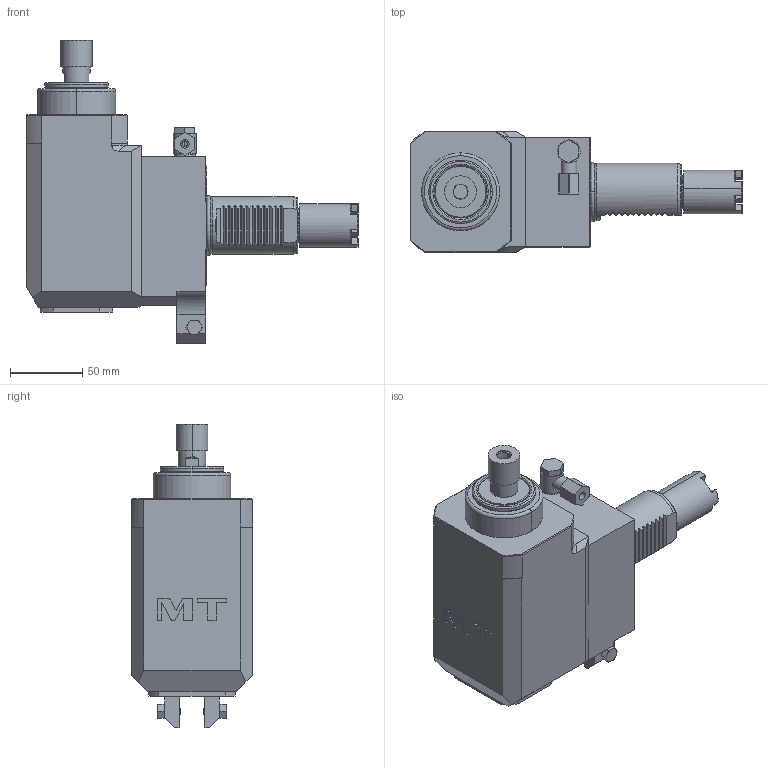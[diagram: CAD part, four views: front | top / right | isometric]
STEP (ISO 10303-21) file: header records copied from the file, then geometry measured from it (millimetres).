
FILE_DESCRIPTION((''),'2;1');
FILE_NAME('HAS0330016_CONF','2024-12-18T17:54:42',('fpalella'),('M.T. srl'),'CREO PARAMETRIC BY PTC INC, 2023352','CREO PARAMETRIC BY PTC INC, 2023352','');
FILE_SCHEMA(('CONFIG_CONTROL_DESIGN'));
Length unit declared in the file: millimetre
Products named in the file (1): HAS0330016_CONF
Bounding box: 229.85 x 84 x 210.25 mm (x, y, z)
Volume: 1374449.6 mm3; surface area: 96307.2 mm2
Topology: 1 solids, 1 shells, 401 faces, 1017 edges, 648 vertices
Faces by surface type: plane 220, cylinder 104, cone 56, torus 19, extrusion 2
Entity records: 13617 total; most frequent: CARTESIAN_POINT 4098, ORIENTED_EDGE 2034, DIRECTION 1893, EDGE_CURVE 1017, AXIS2_PLACEMENT_3D 695, VERTEX_POINT 648, VECTOR 503, LINE 501
